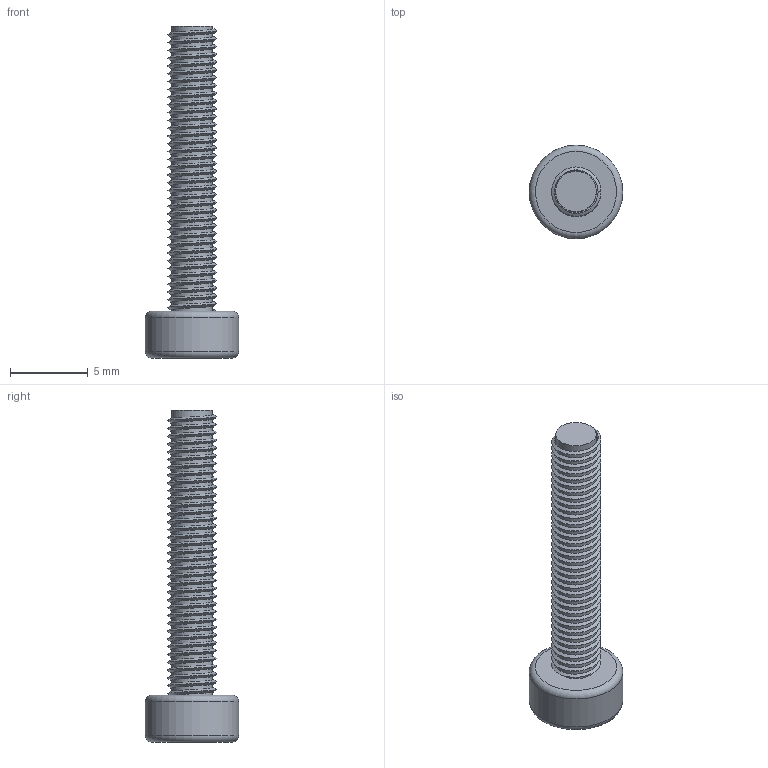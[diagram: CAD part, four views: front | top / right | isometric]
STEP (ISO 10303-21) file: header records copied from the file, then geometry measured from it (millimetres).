
FILE_DESCRIPTION(('FreeCAD Model'),'2;1');
FILE_NAME('23 mm.step', '2019-07-27T20:40:48',('Author'),(''), 'Open CASCADE STEP processor 7.2','FreeCAD','Unknown');
FILE_SCHEMA(('AUTOMOTIVE_DESIGN { 1 0 10303 214 1 1 1 1 }'));
Length unit declared in the file: millimetre
Products named in the file (1): Tornillo_M3X23mm
Bounding box: 6 x 6 x 21.3 mm (x, y, z)
Volume: 173.4 mm3; surface area: 516.6 mm2
Topology: 1 solids, 1 shells, 124 faces, 250 edges, 131 vertices
Faces by surface type: bspline 108, plane 12, torus 2, cylinder 2
Full cylindrical faces by diameter (mm): 2.6 x1, 6 x1
Entity records: 9774 total; most frequent: CARTESIAN_POINT 4850, ORIENTED_EDGE 500, PCURVE 500, DEFINITIONAL_REPRESENTATION 500, B_SPLINE_CURVE_WITH_KNOTS 451, DIRECTION 341, LINE 287, VECTOR 287
